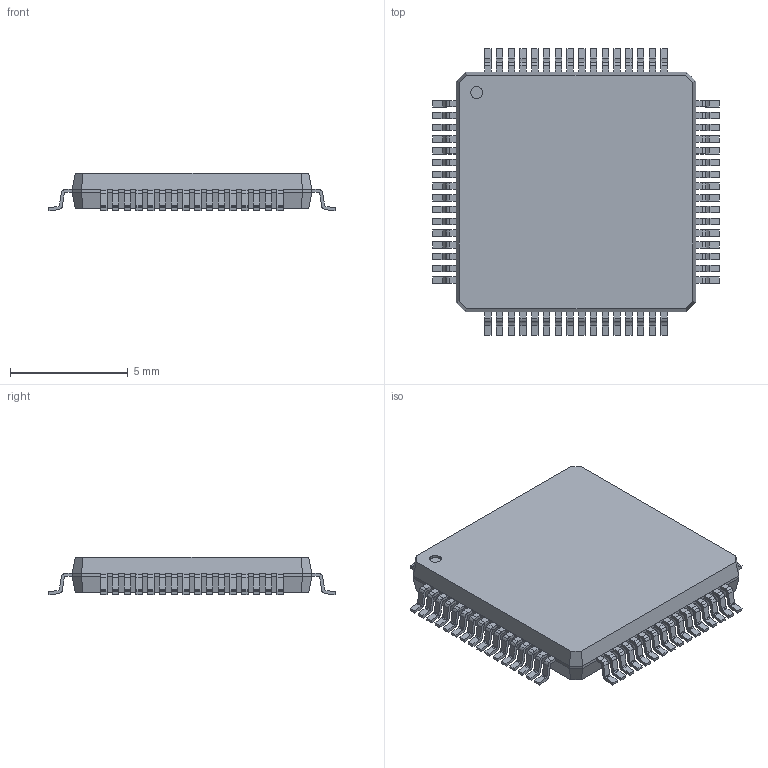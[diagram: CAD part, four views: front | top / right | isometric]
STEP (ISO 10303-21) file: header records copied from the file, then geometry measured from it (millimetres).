
FILE_DESCRIPTION((''),'2;1');
FILE_NAME('QFP50P1200X1200X160-64N.stp','2009-12-07T18:00:57',(''),(''),'Mechanical Desktop 2006','Mechanical Desktop 2006',', , ');
FILE_SCHEMA(('AUTOMOTIVE_DESIGN { 1 2 10303 214 0 1 1 1 }'));
Length unit declared in the file: millimetre
Products named in the file (1): Product
Bounding box: 12.2 x 12.2 x 1.6 mm (x, y, z)
Volume: 155.2 mm3; surface area: 340.6 mm2
Topology: 65 solids, 65 shells, 1180 faces, 3133 edges, 2084 vertices
Faces by surface type: bspline 576, plane 346, cylinder 258
Entity records: 40149 total; most frequent: CARTESIAN_POINT 11710, ORIENTED_EDGE 6266, DIRECTION 5371, EDGE_CURVE 3133, VECTOR 2105, LINE 2105, VERTEX_POINT 2084, AXIS2_PLACEMENT_3D 1633
